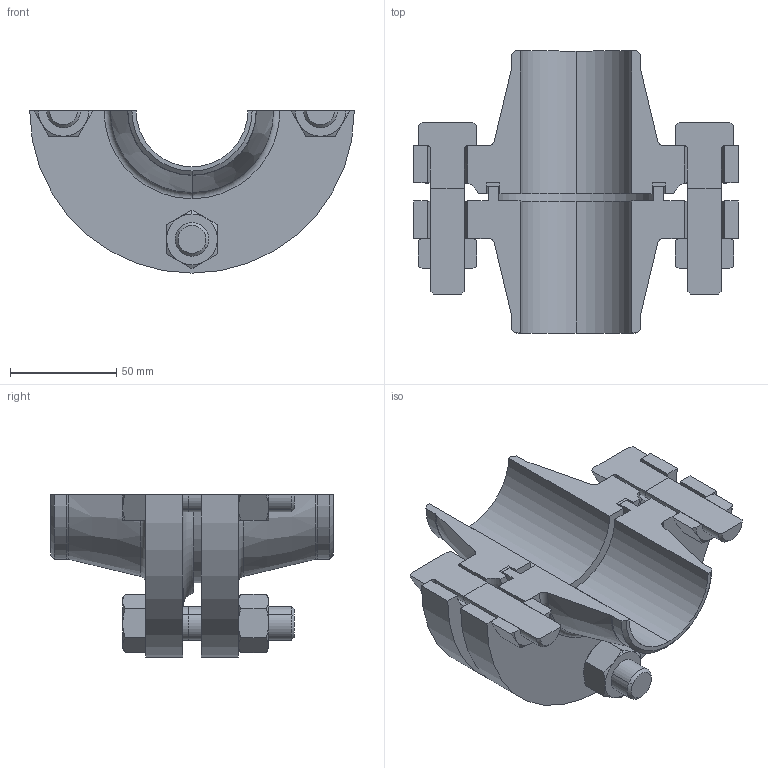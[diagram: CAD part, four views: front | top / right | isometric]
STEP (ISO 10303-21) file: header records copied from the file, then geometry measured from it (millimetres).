
FILE_DESCRIPTION (( 'STEP AP214' ), '1' );
FILE_NAME ('Flange.STEP', '2021-10-09T16:19:27', ( '' ), ( '' ), 'SwSTEP 2.0', 'SolidWorks 2020', '' );
FILE_SCHEMA (( 'AUTOMOTIVE_DESIGN' ));
Length unit declared in the file: inch
Products named in the file (12): Heavy Hex Bolt; Heavy Hex Nut; Flange - ASME B16.5 - Tongue and Groove - Welding Neck_Tongue; Gasket; Flange; Flange - ASME B16.5 - Tongue and Groove - Welding Neck_Groove
Assembly tree (9 placements, depth 2):
  Heavy Hex Bolt
  Flange
    Flange - ASME B16.5 - Tongue and Groove - Welding Neck_Groove
    Flange - ASME B16.5 - Tongue and Groove - Welding Neck_Tongue
    Gasket
    Heavy Hex Bolt
    Heavy Hex Nut
    Heavy Hex Nut
    Heavy Hex Nut
    Heavy Hex Bolt
    Heavy Hex Bolt
  Heavy Hex Nut
Bounding box: 152.4 x 132.45 x 76.2 mm (x, y, z)
Volume: 385905.6 mm3; surface area: 88669 mm2
Topology: 12 solids, 12 shells, 194 faces, 457 edges, 287 vertices
Faces by surface type: plane 76, cone 59, cylinder 44, torus 15
Entity records: 6539 total; most frequent: CARTESIAN_POINT 1418, DIRECTION 981, ORIENTED_EDGE 914, EDGE_CURVE 457, AXIS2_PLACEMENT_3D 394, VERTEX_POINT 287, EDGE_LOOP 200, FACE_OUTER_BOUND 194
